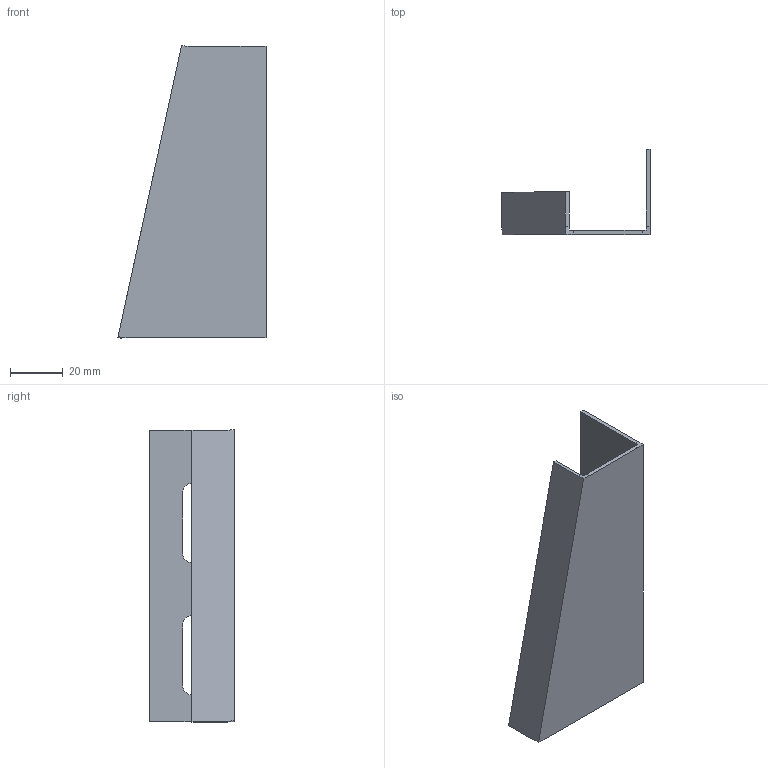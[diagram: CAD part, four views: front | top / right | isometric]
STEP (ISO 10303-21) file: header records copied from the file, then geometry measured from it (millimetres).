
FILE_DESCRIPTION(/* description */ (''),/* implementation_level */ '2;1');
FILE_NAME(/* name */ 'KS100.ipt.stp',/* time_stamp */ '2023-05-17T17:02:17+03:00',/* author */ ('Ртищев А.О.'),/* organization */ (''),/* preprocessor_version */ 'ST-DEVELOPER v19.2',/* originating_system */ 'Autodesk Inventor 2023',/* authorisation */ '');
FILE_SCHEMA (('AUTOMOTIVE_DESIGN { 1 0 10303 214 3 1 1 }'));
Length unit declared in the file: millimetre
Products named in the file (1): Консоль сварная 
100мм
Bounding box: 56 x 32 x 110.64 mm (x, y, z)
Volume: 14142.9 mm3; surface area: 19661.9 mm2
Topology: 1 solids, 1 shells, 26 faces, 74 edges, 50 vertices
Faces by surface type: plane 20, cylinder 4, bspline 2
Entity records: 1008 total; most frequent: CARTESIAN_POINT 253, ORIENTED_EDGE 148, DIRECTION 124, EDGE_CURVE 74, LINE 58, VECTOR 58, VERTEX_POINT 50, AXIS2_PLACEMENT_3D 33
